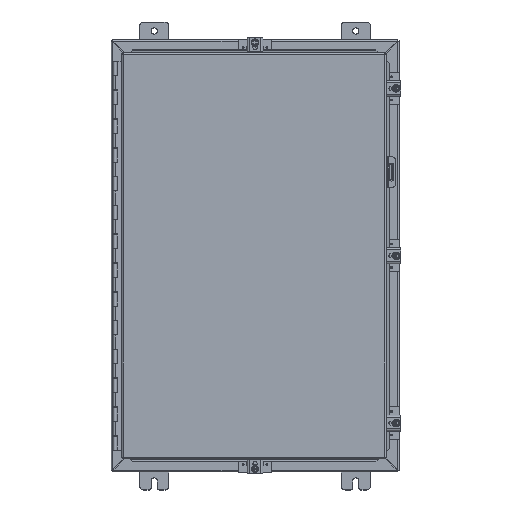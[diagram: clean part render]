
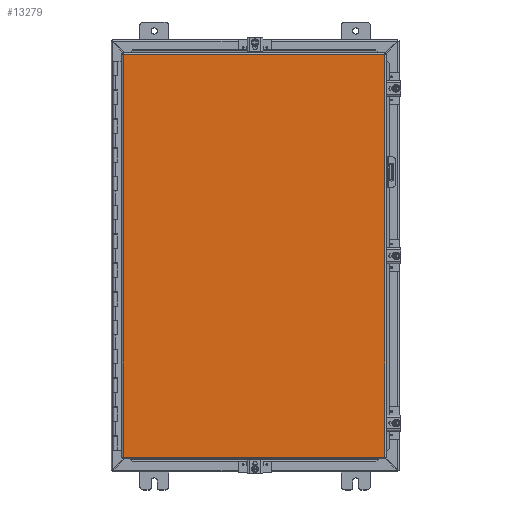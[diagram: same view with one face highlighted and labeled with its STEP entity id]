
A CAD part, top view. The second image highlights one B-rep face of the part: STEP entity #13279.
In plain terms, the highlighted face is planar.
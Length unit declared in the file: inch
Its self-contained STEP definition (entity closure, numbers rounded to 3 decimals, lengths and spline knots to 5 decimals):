
#1376=PLANE('',#14085);
#1952=FACE_OUTER_BOUND('',#2711,.T.);
#2711=EDGE_LOOP('',(#10638,#10639,#10640,#10641));
#3631=LINE('',#22052,#4829);
#3637=LINE('',#22173,#4835);
#3647=LINE('',#22326,#4845);
#3650=LINE('',#22359,#4848);
#4829=VECTOR('',#16086,18.1645);
#4835=VECTOR('',#16100,18.1645);
#4845=VECTOR('',#16122,27.977);
#4848=VECTOR('',#16131,27.977);
#6424=VERTEX_POINT('',#22043);
#6425=VERTEX_POINT('',#22051);
#6428=VERTEX_POINT('',#22121);
#6429=VERTEX_POINT('',#22165);
#7936=EDGE_CURVE('',#6425,#6424,#3631,.T.);
#7949=EDGE_CURVE('',#6428,#6429,#3637,.T.);
#7966=EDGE_CURVE('',#6424,#6428,#3647,.T.);
#7970=EDGE_CURVE('',#6429,#6425,#3650,.T.);
#10638=ORIENTED_EDGE('',*,*,#7966,.T.);
#10639=ORIENTED_EDGE('',*,*,#7949,.T.);
#10640=ORIENTED_EDGE('',*,*,#7970,.T.);
#10641=ORIENTED_EDGE('',*,*,#7936,.T.);
#13279=ADVANCED_FACE('',(#1952),#1376,.F.);
#14085=AXIS2_PLACEMENT_3D('',#22439,#16145,#16146);
#16086=DIRECTION('',(-1.,0.,0.));
#16100=DIRECTION('',(1.,0.,0.));
#16122=DIRECTION('',(0.,1.,0.));
#16131=DIRECTION('',(0.,-1.,0.));
#16145=DIRECTION('center_axis',(0.,0.,1.));
#16146=DIRECTION('ref_axis',(1.,0.,0.));
#22043=CARTESIAN_POINT('',(-9.08225,-13.9885,0.));
#22051=CARTESIAN_POINT('',(9.08225,-13.9885,0.));
#22052=CARTESIAN_POINT('',(4.54113,-13.9885,0.));
#22121=CARTESIAN_POINT('',(-9.08225,13.9885,0.));
#22165=CARTESIAN_POINT('',(9.08225,13.9885,0.));
#22173=CARTESIAN_POINT('',(-4.59375,13.9885,0.));
#22326=CARTESIAN_POINT('',(-9.08225,-6.99425,0.));
#22359=CARTESIAN_POINT('',(9.08225,6.99425,0.));
#22439=CARTESIAN_POINT('Origin',(0.,0.,
0.));
